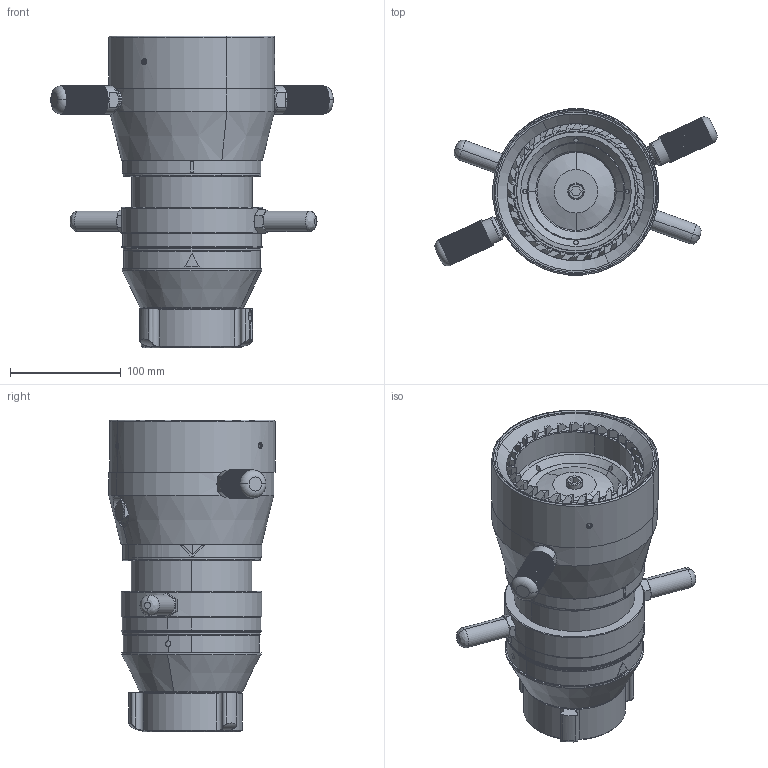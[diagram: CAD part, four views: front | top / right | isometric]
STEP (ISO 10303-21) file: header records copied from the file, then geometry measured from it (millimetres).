
FILE_DESCRIPTION((''),'2;1');
FILE_NAME('1755_STD_REP_SW0001','2014-03-03T',('jdetw'),(''),'PRO/ENGINEER BY PARAMETRIC TECHNOLOGY CORPORATION, 2011180','PRO/ENGINEER BY PARAMETRIC TECHNOLOGY CORPORATION, 2011180','');
FILE_SCHEMA(('CONFIG_CONTROL_DESIGN'));
Length unit declared in the file: inch
Products named in the file (1): 1755_STD_REP_SW0001
Bounding box: 255.36 x 150.26 x 282.04 mm (x, y, z)
Surface area: 349536.6 mm2 (no closed solid volume)
Topology: 0 solids, 59 shells, 1056 faces, 3855 edges, 2482 vertices
Faces by surface type: plane 687, cylinder 211, cone 106, torus 34, bspline 18
Entity records: 45902 total; most frequent: CARTESIAN_POINT 13988, DIRECTION 6724, ORIENTED_EDGE 6137, EDGE_CURVE 3855, VERTEX_POINT 2482, AXIS2_PLACEMENT_3D 2271, VECTOR 2182, LINE 2182
